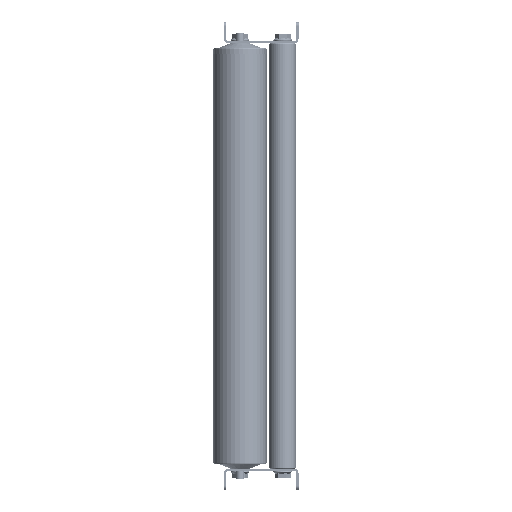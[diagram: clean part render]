
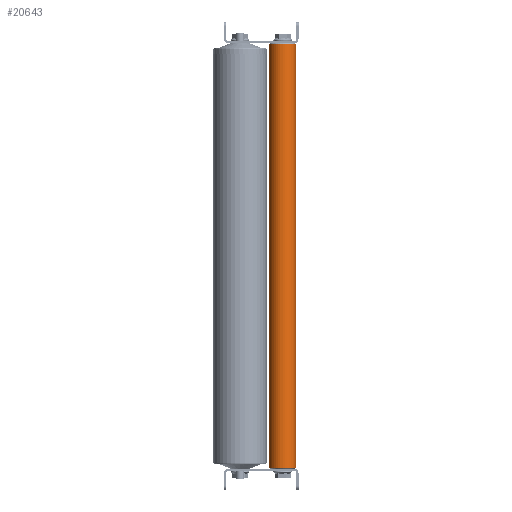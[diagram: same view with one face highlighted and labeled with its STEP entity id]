
A CAD part, left-side view. The second image highlights one B-rep face of the part: STEP entity #20643.
In plain terms, the highlighted cylindrical face has radius 12.5 mm (diameter 25 mm), a partial arc.
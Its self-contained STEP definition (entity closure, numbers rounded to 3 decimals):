
#290 = DIRECTION ( 'NONE',  ( -1., 0., 0. ) ) ;
#2951 = CARTESIAN_POINT ( 'NONE',  ( 399., 0., 0. ) ) ;
#3520 = DIRECTION ( 'NONE',  ( -1., 0., 0. ) ) ;
#3723 = EDGE_CURVE ( 'NONE', #54403, #11295, #47579, .T. ) ;
#4283 = CARTESIAN_POINT ( 'NONE',  ( 1., 0., 12.5 ) ) ;
#6819 = VECTOR ( 'NONE', #8743, 1000. ) ;
#7609 = AXIS2_PLACEMENT_3D ( 'NONE', #2951, #43009, #51880 ) ;
#7757 = AXIS2_PLACEMENT_3D ( 'NONE', #15087, #50834, #54787 ) ;
#8743 = DIRECTION ( 'NONE',  ( -1., 0., 0. ) ) ;
#11295 = VERTEX_POINT ( 'NONE', #4283 ) ;
#13070 = EDGE_LOOP ( 'NONE', ( #35477, #38267, #47023, #46066 ) ) ;
#14311 = LINE ( 'NONE', #24155, #6819 ) ;
#14684 = CYLINDRICAL_SURFACE ( 'NONE', #52714, 12.5 ) ;
#15087 = CARTESIAN_POINT ( 'NONE',  ( 1., 0., 0. ) ) ;
#15423 = LINE ( 'NONE', #29878, #20691 ) ;
#20643 = ADVANCED_FACE ( 'NONE', ( #24209 ), #14684, .T. ) ;
#20691 = VECTOR ( 'NONE', #290, 1000. ) ;
#24155 = CARTESIAN_POINT ( 'NONE',  ( 400., 0., 12.5 ) ) ;
#24209 = FACE_OUTER_BOUND ( 'NONE', #13070, .T. ) ;
#27750 = CARTESIAN_POINT ( 'NONE',  ( 399., 0., 12.5 ) ) ;
#29878 = CARTESIAN_POINT ( 'NONE',  ( 400., 0., -12.5 ) ) ;
#31209 = VERTEX_POINT ( 'NONE', #52312 ) ;
#32833 = EDGE_CURVE ( 'NONE', #31209, #54403, #15423, .T. ) ;
#35477 = ORIENTED_EDGE ( 'NONE', *, *, #61743, .T. ) ;
#38267 = ORIENTED_EDGE ( 'NONE', *, *, #32833, .T. ) ;
#38681 = DIRECTION ( 'NONE',  ( 0., 0., 1. ) ) ;
#39870 = VERTEX_POINT ( 'NONE', #27750 ) ;
#41473 = CARTESIAN_POINT ( 'NONE',  ( 1., 0., -12.5 ) ) ;
#43009 = DIRECTION ( 'NONE',  ( -1., 0., 0. ) ) ;
#46066 = ORIENTED_EDGE ( 'NONE', *, *, #49629, .F. ) ;
#47023 = ORIENTED_EDGE ( 'NONE', *, *, #3723, .T. ) ;
#47579 = CIRCLE ( 'NONE', #7757, 12.5 ) ;
#48505 = CIRCLE ( 'NONE', #7609, 12.5 ) ;
#48508 = CARTESIAN_POINT ( 'NONE',  ( 400., 0., 0. ) ) ;
#49629 = EDGE_CURVE ( 'NONE', #39870, #11295, #14311, .T. ) ;
#50834 = DIRECTION ( 'NONE',  ( 1., 0., 0. ) ) ;
#51880 = DIRECTION ( 'NONE',  ( 0., 0., -1. ) ) ;
#52312 = CARTESIAN_POINT ( 'NONE',  ( 399., 0., -12.5 ) ) ;
#52714 = AXIS2_PLACEMENT_3D ( 'NONE', #48508, #3520, #38681 ) ;
#54403 = VERTEX_POINT ( 'NONE', #41473 ) ;
#54787 = DIRECTION ( 'NONE',  ( 0., 0., -1. ) ) ;
#61743 = EDGE_CURVE ( 'NONE', #39870, #31209, #48505, .T. ) ;
